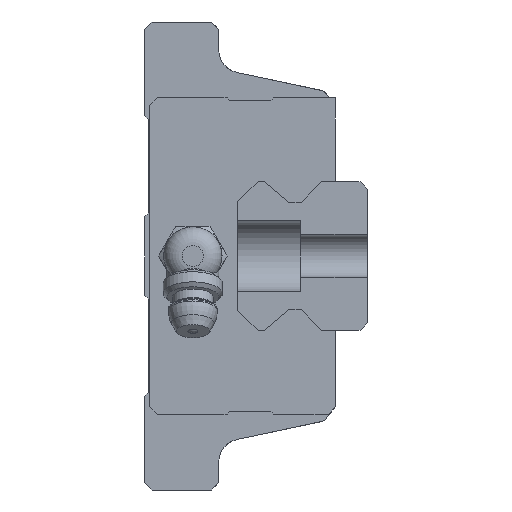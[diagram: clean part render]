
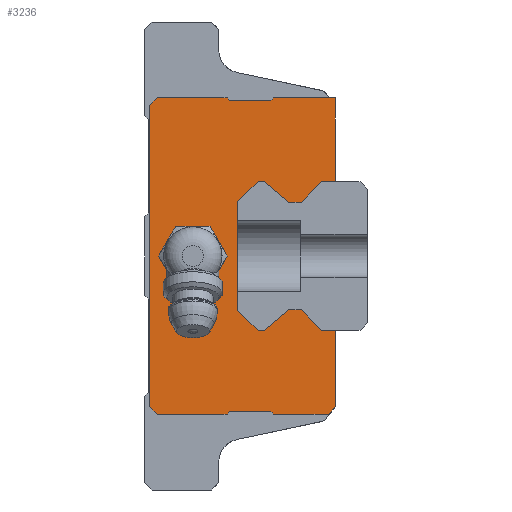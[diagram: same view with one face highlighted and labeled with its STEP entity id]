
A CAD part, left-side view. The second image highlights one B-rep face of the part: STEP entity #3236.
In plain terms, the highlighted planar face has unit normal (-1, 0, 0).
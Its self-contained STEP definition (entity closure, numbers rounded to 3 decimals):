
#718=ORIENTED_EDGE('',*,*,#1376,.F.);
#719=ORIENTED_EDGE('',*,*,#1405,.F.);
#720=ORIENTED_EDGE('',*,*,#1403,.F.);
#721=ORIENTED_EDGE('',*,*,#1401,.F.);
#722=ORIENTED_EDGE('',*,*,#1399,.F.);
#723=ORIENTED_EDGE('',*,*,#1397,.F.);
#724=ORIENTED_EDGE('',*,*,#1395,.F.);
#725=ORIENTED_EDGE('',*,*,#1393,.F.);
#726=ORIENTED_EDGE('',*,*,#1391,.F.);
#727=ORIENTED_EDGE('',*,*,#1389,.F.);
#728=ORIENTED_EDGE('',*,*,#1276,.F.);
#729=ORIENTED_EDGE('',*,*,#1273,.F.);
#730=ORIENTED_EDGE('',*,*,#1270,.F.);
#731=ORIENTED_EDGE('',*,*,#1267,.F.);
#732=ORIENTED_EDGE('',*,*,#1264,.F.);
#733=ORIENTED_EDGE('',*,*,#1261,.F.);
#734=ORIENTED_EDGE('',*,*,#1258,.F.);
#735=ORIENTED_EDGE('',*,*,#1255,.F.);
#736=ORIENTED_EDGE('',*,*,#1252,.F.);
#737=ORIENTED_EDGE('',*,*,#1249,.F.);
#738=ORIENTED_EDGE('',*,*,#1246,.F.);
#739=ORIENTED_EDGE('',*,*,#1243,.F.);
#740=ORIENTED_EDGE('',*,*,#1238,.F.);
#741=ORIENTED_EDGE('',*,*,#1388,.F.);
#742=ORIENTED_EDGE('',*,*,#1386,.F.);
#743=ORIENTED_EDGE('',*,*,#1384,.F.);
#744=ORIENTED_EDGE('',*,*,#1382,.F.);
#745=ORIENTED_EDGE('',*,*,#1380,.F.);
#746=ORIENTED_EDGE('',*,*,#1378,.F.);
#747=ORIENTED_EDGE('',*,*,#1406,.T.);
#748=ORIENTED_EDGE('',*,*,#1407,.T.);
#749=ORIENTED_EDGE('',*,*,#1408,.T.);
#750=ORIENTED_EDGE('',*,*,#1409,.T.);
#751=ORIENTED_EDGE('',*,*,#1410,.T.);
#752=ORIENTED_EDGE('',*,*,#1411,.T.);
#1238=EDGE_CURVE('',#1663,#1664,#1957,.T.);
#1243=EDGE_CURVE('',#1664,#1668,#1962,.T.);
#1246=EDGE_CURVE('',#1668,#1670,#1965,.T.);
#1249=EDGE_CURVE('',#1670,#1672,#1968,.T.);
#1252=EDGE_CURVE('',#1672,#1674,#1971,.T.);
#1255=EDGE_CURVE('',#1674,#1676,#1974,.T.);
#1258=EDGE_CURVE('',#1676,#1678,#1977,.T.);
#1261=EDGE_CURVE('',#1678,#1680,#1980,.T.);
#1264=EDGE_CURVE('',#1680,#1682,#1983,.T.);
#1267=EDGE_CURVE('',#1682,#1684,#1986,.T.);
#1270=EDGE_CURVE('',#1684,#1686,#1989,.T.);
#1273=EDGE_CURVE('',#1686,#1688,#1992,.T.);
#1276=EDGE_CURVE('',#1688,#1690,#1995,.T.);
#1376=EDGE_CURVE('',#1750,#1751,#2090,.T.);
#1378=EDGE_CURVE('',#1751,#1752,#2092,.T.);
#1380=EDGE_CURVE('',#1752,#1753,#2094,.T.);
#1382=EDGE_CURVE('',#1753,#1754,#2096,.T.);
#1384=EDGE_CURVE('',#1754,#1755,#2098,.T.);
#1386=EDGE_CURVE('',#1755,#1756,#2100,.T.);
#1388=EDGE_CURVE('',#1756,#1663,#2102,.T.);
#1389=EDGE_CURVE('',#1690,#1757,#2103,.T.);
#1391=EDGE_CURVE('',#1757,#1758,#2105,.T.);
#1393=EDGE_CURVE('',#1758,#1759,#2107,.T.);
#1395=EDGE_CURVE('',#1759,#1760,#2109,.T.);
#1397=EDGE_CURVE('',#1760,#1761,#2111,.T.);
#1399=EDGE_CURVE('',#1761,#1762,#2113,.T.);
#1401=EDGE_CURVE('',#1762,#1763,#2115,.T.);
#1403=EDGE_CURVE('',#1763,#1764,#2117,.T.);
#1405=EDGE_CURVE('',#1764,#1750,#2119,.T.);
#1406=EDGE_CURVE('',#1765,#1766,#2120,.T.);
#1407=EDGE_CURVE('',#1766,#1767,#2121,.T.);
#1408=EDGE_CURVE('',#1767,#1768,#2122,.T.);
#1409=EDGE_CURVE('',#1768,#1769,#2123,.T.);
#1410=EDGE_CURVE('',#1769,#1770,#2124,.T.);
#1411=EDGE_CURVE('',#1770,#1765,#2125,.T.);
#1663=VERTEX_POINT('',#4838);
#1664=VERTEX_POINT('',#4840);
#1668=VERTEX_POINT('',#4850);
#1670=VERTEX_POINT('',#4856);
#1672=VERTEX_POINT('',#4862);
#1674=VERTEX_POINT('',#4868);
#1676=VERTEX_POINT('',#4874);
#1678=VERTEX_POINT('',#4880);
#1680=VERTEX_POINT('',#4886);
#1682=VERTEX_POINT('',#4892);
#1684=VERTEX_POINT('',#4898);
#1686=VERTEX_POINT('',#4904);
#1688=VERTEX_POINT('',#4910);
#1690=VERTEX_POINT('',#4916);
#1750=VERTEX_POINT('',#5113);
#1751=VERTEX_POINT('',#5115);
#1752=VERTEX_POINT('',#5119);
#1753=VERTEX_POINT('',#5123);
#1754=VERTEX_POINT('',#5127);
#1755=VERTEX_POINT('',#5131);
#1756=VERTEX_POINT('',#5135);
#1757=VERTEX_POINT('',#5141);
#1758=VERTEX_POINT('',#5145);
#1759=VERTEX_POINT('',#5149);
#1760=VERTEX_POINT('',#5153);
#1761=VERTEX_POINT('',#5157);
#1762=VERTEX_POINT('',#5161);
#1763=VERTEX_POINT('',#5165);
#1764=VERTEX_POINT('',#5169);
#1765=VERTEX_POINT('',#5175);
#1766=VERTEX_POINT('',#5176);
#1767=VERTEX_POINT('',#5178);
#1768=VERTEX_POINT('',#5180);
#1769=VERTEX_POINT('',#5182);
#1770=VERTEX_POINT('',#5184);
#1957=LINE('',#4839,#2319);
#1962=LINE('',#4849,#2324);
#1965=LINE('',#4855,#2327);
#1968=LINE('',#4861,#2330);
#1971=LINE('',#4867,#2333);
#1974=LINE('',#4873,#2336);
#1977=LINE('',#4879,#2339);
#1980=LINE('',#4885,#2342);
#1983=LINE('',#4891,#2345);
#1986=LINE('',#4897,#2348);
#1989=LINE('',#4903,#2351);
#1992=LINE('',#4909,#2354);
#1995=LINE('',#4915,#2357);
#2090=LINE('',#5114,#2452);
#2092=LINE('',#5118,#2454);
#2094=LINE('',#5122,#2456);
#2096=LINE('',#5126,#2458);
#2098=LINE('',#5130,#2460);
#2100=LINE('',#5134,#2462);
#2102=LINE('',#5138,#2464);
#2103=LINE('',#5140,#2465);
#2105=LINE('',#5144,#2467);
#2107=LINE('',#5148,#2469);
#2109=LINE('',#5152,#2471);
#2111=LINE('',#5156,#2473);
#2113=LINE('',#5160,#2475);
#2115=LINE('',#5164,#2477);
#2117=LINE('',#5168,#2479);
#2119=LINE('',#5172,#2481);
#2120=LINE('',#5174,#2482);
#2121=LINE('',#5177,#2483);
#2122=LINE('',#5179,#2484);
#2123=LINE('',#5181,#2485);
#2124=LINE('',#5183,#2486);
#2125=LINE('',#5185,#2487);
#2319=VECTOR('',#3838,1000.);
#2324=VECTOR('',#3845,1000.);
#2327=VECTOR('',#3850,1000.);
#2330=VECTOR('',#3855,1000.);
#2333=VECTOR('',#3860,1000.);
#2336=VECTOR('',#3865,1000.);
#2339=VECTOR('',#3870,1000.);
#2342=VECTOR('',#3875,1000.);
#2345=VECTOR('',#3880,1000.);
#2348=VECTOR('',#3885,1000.);
#2351=VECTOR('',#3890,1000.);
#2354=VECTOR('',#3895,1000.);
#2357=VECTOR('',#3900,1000.);
#2452=VECTOR('',#4081,1000.);
#2454=VECTOR('',#4085,1000.);
#2456=VECTOR('',#4089,1000.);
#2458=VECTOR('',#4093,1000.);
#2460=VECTOR('',#4097,1000.);
#2462=VECTOR('',#4101,1000.);
#2464=VECTOR('',#4105,1000.);
#2465=VECTOR('',#4108,1000.);
#2467=VECTOR('',#4112,1000.);
#2469=VECTOR('',#4116,1000.);
#2471=VECTOR('',#4120,1000.);
#2473=VECTOR('',#4124,1000.);
#2475=VECTOR('',#4128,1000.);
#2477=VECTOR('',#4132,1000.);
#2479=VECTOR('',#4136,1000.);
#2481=VECTOR('',#4140,1000.);
#2482=VECTOR('',#4143,1000.);
#2483=VECTOR('',#4144,1000.);
#2484=VECTOR('',#4145,1000.);
#2485=VECTOR('',#4146,1000.);
#2486=VECTOR('',#4147,1000.);
#2487=VECTOR('',#4148,1000.);
#2676=EDGE_LOOP('',(#718,#719,#720,#721,#722,#723,#724,#725,#726,#727,#728,
#729,#730,#731,#732,#733,#734,#735,#736,#737,#738,#739,#740,#741,#742,#743,
#744,#745,#746));
#2677=EDGE_LOOP('',(#747,#748,#749,#750,#751,#752));
#2891=FACE_BOUND('',#2676,.T.);
#2892=FACE_BOUND('',#2677,.T.);
#3088=PLANE('',#3481);
#3236=ADVANCED_FACE('',(#2891,#2892),#3088,.F.);
#3481=AXIS2_PLACEMENT_3D('',#5173,#4141,#4142);
#3838=DIRECTION('',(0.,1.,0.));
#3845=DIRECTION('',(0.,0.707,-0.707));
#3850=DIRECTION('',(0.,1.,0.));
#3855=DIRECTION('',(0.,0.764,0.645));
#3860=DIRECTION('',(0.,1.,0.));
#3865=DIRECTION('',(0.,0.729,-0.685));
#3870=DIRECTION('',(0.,0.,-1.));
#3875=DIRECTION('',(0.,-0.729,-0.685));
#3880=DIRECTION('',(0.,-1.,0.));
#3885=DIRECTION('',(0.,-0.764,0.645));
#3890=DIRECTION('',(0.,-1.,0.));
#3895=DIRECTION('',(0.,-0.707,-0.707));
#3900=DIRECTION('',(0.,-1.,0.));
#4081=DIRECTION('',(0.,-0.707,0.707));
#4085=DIRECTION('',(0.,-1.,0.));
#4089=DIRECTION('',(0.,-0.707,-0.707));
#4093=DIRECTION('',(0.,-1.,0.));
#4097=DIRECTION('',(0.,-0.707,0.707));
#4101=DIRECTION('',(0.,-1.,0.));
#4105=DIRECTION('',(0.,0.,-1.));
#4108=DIRECTION('',(0.,0.,-1.));
#4112=DIRECTION('',(0.,0.707,-0.707));
#4116=DIRECTION('',(0.,1.,0.));
#4120=DIRECTION('',(0.,0.707,0.707));
#4124=DIRECTION('',(0.,1.,0.));
#4128=DIRECTION('',(0.,0.707,-0.707));
#4132=DIRECTION('',(0.,1.,0.));
#4136=DIRECTION('',(0.,0.707,0.707));
#4140=DIRECTION('',(0.,0.,1.));
#4141=DIRECTION('',(1.,0.,0.));
#4142=DIRECTION('',(0.,0.,-1.));
#4143=DIRECTION('',(0.,1.,0.));
#4144=DIRECTION('',(0.,0.5,0.866));
#4145=DIRECTION('',(0.,-0.5,0.866));
#4146=DIRECTION('',(0.,-1.,0.));
#4147=DIRECTION('',(0.,-0.5,-0.866));
#4148=DIRECTION('',(0.,0.5,-0.866));
#4838=CARTESIAN_POINT('',(-45.25,-25.7,10.));
#4839=CARTESIAN_POINT('',(-45.25,-25.7,10.));
#4840=CARTESIAN_POINT('',(-45.25,-23.85,10.));
#4849=CARTESIAN_POINT('',(-45.25,-23.85,10.));
#4850=CARTESIAN_POINT('',(-45.25,-21.1,7.25));
#4855=CARTESIAN_POINT('',(-45.25,-21.1,7.25));
#4856=CARTESIAN_POINT('',(-45.25,-19.4,7.25));
#4861=CARTESIAN_POINT('',(-45.25,-19.4,7.25));
#4862=CARTESIAN_POINT('',(-45.25,-16.14,10.));
#4867=CARTESIAN_POINT('',(-45.25,-16.14,10.));
#4868=CARTESIAN_POINT('',(-45.25,-15.3,10.));
#4873=CARTESIAN_POINT('',(-45.25,-15.3,10.));
#4874=CARTESIAN_POINT('',(-45.25,-12.5,7.37));
#4879=CARTESIAN_POINT('',(-45.25,-12.5,7.37));
#4880=CARTESIAN_POINT('',(-45.25,-12.5,-7.37));
#4885=CARTESIAN_POINT('',(-45.25,-12.5,-7.37));
#4886=CARTESIAN_POINT('',(-45.25,-15.3,-10.));
#4891=CARTESIAN_POINT('',(-45.25,-15.3,-10.));
#4892=CARTESIAN_POINT('',(-45.25,-16.14,-10.));
#4897=CARTESIAN_POINT('',(-45.25,-16.14,-10.));
#4898=CARTESIAN_POINT('',(-45.25,-19.4,-7.25));
#4903=CARTESIAN_POINT('',(-45.25,-19.4,-7.25));
#4904=CARTESIAN_POINT('',(-45.25,-21.1,-7.25));
#4909=CARTESIAN_POINT('',(-45.25,-21.1,-7.25));
#4910=CARTESIAN_POINT('',(-45.25,-23.85,-10.));
#4915=CARTESIAN_POINT('',(-45.25,-23.85,-10.));
#4916=CARTESIAN_POINT('',(-45.25,-25.7,-10.));
#5113=CARTESIAN_POINT('',(-45.25,-0.7,20.3));
#5114=CARTESIAN_POINT('',(-45.25,-0.7,20.3));
#5115=CARTESIAN_POINT('',(-45.25,-1.7,21.3));
#5118=CARTESIAN_POINT('',(-45.25,-1.7,21.3));
#5119=CARTESIAN_POINT('',(-45.25,-11.1,21.3));
#5122=CARTESIAN_POINT('',(-45.25,-11.1,21.3));
#5123=CARTESIAN_POINT('',(-45.25,-11.5,20.9));
#5126=CARTESIAN_POINT('',(-45.25,-11.5,20.9));
#5127=CARTESIAN_POINT('',(-45.25,-17.,20.9));
#5130=CARTESIAN_POINT('',(-45.25,-17.,20.9));
#5131=CARTESIAN_POINT('',(-45.25,-17.4,21.3));
#5134=CARTESIAN_POINT('',(-45.25,-17.4,21.3));
#5135=CARTESIAN_POINT('',(-45.25,-25.7,21.3));
#5138=CARTESIAN_POINT('',(-45.25,-25.7,21.3));
#5140=CARTESIAN_POINT('',(-45.25,-25.7,-10.));
#5141=CARTESIAN_POINT('',(-45.25,-25.7,-20.3));
#5144=CARTESIAN_POINT('',(-45.25,-25.7,-20.3));
#5145=CARTESIAN_POINT('',(-45.25,-24.7,-21.3));
#5148=CARTESIAN_POINT('',(-45.25,-24.7,-21.3));
#5149=CARTESIAN_POINT('',(-45.25,-17.4,-21.3));
#5152=CARTESIAN_POINT('',(-45.25,-17.4,-21.3));
#5153=CARTESIAN_POINT('',(-45.25,-17.,-20.9));
#5156=CARTESIAN_POINT('',(-45.25,-17.,-20.9));
#5157=CARTESIAN_POINT('',(-45.25,-11.5,-20.9));
#5160=CARTESIAN_POINT('',(-45.25,-11.5,-20.9));
#5161=CARTESIAN_POINT('',(-45.25,-11.1,-21.3));
#5164=CARTESIAN_POINT('',(-45.25,-11.1,-21.3));
#5165=CARTESIAN_POINT('',(-45.25,-1.7,-21.3));
#5168=CARTESIAN_POINT('',(-45.25,-1.7,-21.3));
#5169=CARTESIAN_POINT('',(-45.25,-0.7,-20.3));
#5172=CARTESIAN_POINT('',(-45.25,-0.7,-20.3));
#5173=CARTESIAN_POINT('',(-45.25,0.,0.));
#5174=CARTESIAN_POINT('',(-45.25,-8.809,-4.));
#5175=CARTESIAN_POINT('',(-45.25,-8.809,-4.));
#5176=CARTESIAN_POINT('',(-45.25,-4.191,-4.));
#5177=CARTESIAN_POINT('',(-45.25,-4.191,-4.));
#5178=CARTESIAN_POINT('',(-45.25,-1.881,0.));
#5179=CARTESIAN_POINT('',(-45.25,-1.881,0.));
#5180=CARTESIAN_POINT('',(-45.25,-4.191,4.));
#5181=CARTESIAN_POINT('',(-45.25,-4.191,4.));
#5182=CARTESIAN_POINT('',(-45.25,-8.809,4.));
#5183=CARTESIAN_POINT('',(-45.25,-8.809,4.));
#5184=CARTESIAN_POINT('',(-45.25,-11.119,0.));
#5185=CARTESIAN_POINT('',(-45.25,-11.119,0.));
